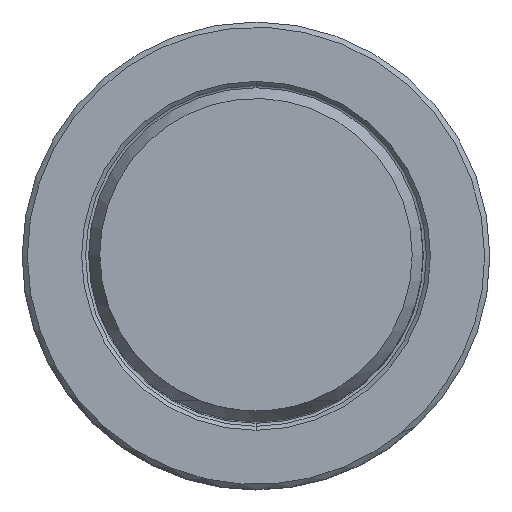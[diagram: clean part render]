
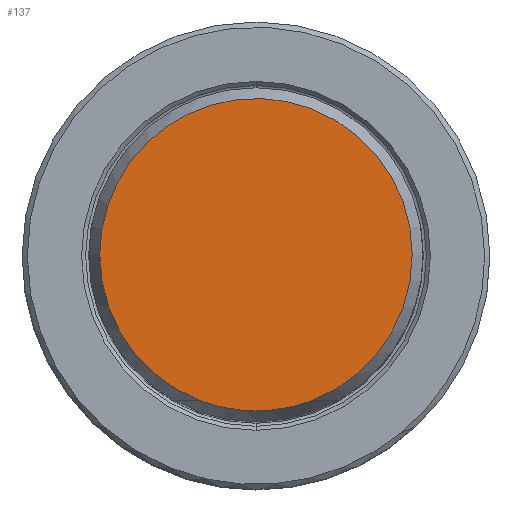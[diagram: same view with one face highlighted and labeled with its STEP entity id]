
A CAD part, top view. The second image highlights one B-rep face of the part: STEP entity #137.
In plain terms, the highlighted planar face has unit normal (0, 0, 1).
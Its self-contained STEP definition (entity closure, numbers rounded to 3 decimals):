
#40=PLANE('',#1263);
#137=ADVANCED_FACE('',(#221),#40,.F.);
#221=FACE_OUTER_BOUND('',#285,.T.);
#285=EDGE_LOOP('',(#461,#462,#463,#464,#465));
#461=ORIENTED_EDGE('',*,*,#770,.F.);
#462=ORIENTED_EDGE('',*,*,#771,.F.);
#463=ORIENTED_EDGE('',*,*,#772,.F.);
#464=ORIENTED_EDGE('',*,*,#773,.F.);
#465=ORIENTED_EDGE('',*,*,#774,.F.);
#649=VERTEX_POINT('',#2729);
#650=VERTEX_POINT('',#2730);
#651=VERTEX_POINT('',#2732);
#652=VERTEX_POINT('',#2734);
#653=VERTEX_POINT('',#2736);
#770=EDGE_CURVE('',#649,#650,#938,.T.);
#771=EDGE_CURVE('',#651,#649,#939,.T.);
#772=EDGE_CURVE('',#652,#651,#940,.T.);
#773=EDGE_CURVE('',#653,#652,#941,.T.);
#774=EDGE_CURVE('',#650,#653,#942,.T.);
#938=CIRCLE('',#1258,14.847);
#939=CIRCLE('',#1259,14.847);
#940=CIRCLE('',#1260,14.847);
#941=CIRCLE('',#1261,14.847);
#942=CIRCLE('',#1262,14.847);
#1258=AXIS2_PLACEMENT_3D('',#2728,#1521,#1522);
#1259=AXIS2_PLACEMENT_3D('',#2731,#1523,#1524);
#1260=AXIS2_PLACEMENT_3D('',#2733,#1525,#1526);
#1261=AXIS2_PLACEMENT_3D('',#2735,#1527,#1528);
#1262=AXIS2_PLACEMENT_3D('',#2737,#1529,#1530);
#1263=AXIS2_PLACEMENT_3D('',#2738,#1531,#1532);
#1521=DIRECTION('',(0.,0.,-1.));
#1522=DIRECTION('',(0.356,-0.935,0.));
#1523=DIRECTION('',(0.,0.,-1.));
#1524=DIRECTION('',(1.,0.,0.));
#1525=DIRECTION('',(0.,0.,-1.));
#1526=DIRECTION('',(0.356,0.935,0.));
#1527=DIRECTION('',(0.,0.,-1.));
#1528=DIRECTION('',(-1.,0.,0.));
#1529=DIRECTION('',(0.,0.,-1.));
#1530=DIRECTION('',(-0.356,-0.935,0.));
#1531=DIRECTION('',(0.,0.,-1.));
#1532=DIRECTION('',(-1.,0.,0.));
#2728=CARTESIAN_POINT('',(0.,0.,60.33));
#2729=CARTESIAN_POINT('',(5.284,-13.875,60.33));
#2730=CARTESIAN_POINT('',(-5.284,-13.875,60.33));
#2731=CARTESIAN_POINT('',(0.,0.,60.33));
#2732=CARTESIAN_POINT('',(14.847,0.,60.33));
#2733=CARTESIAN_POINT('',(0.,0.,60.33));
#2734=CARTESIAN_POINT('',(5.284,13.875,60.33));
#2735=CARTESIAN_POINT('',(0.,0.,60.33));
#2736=CARTESIAN_POINT('',(-14.847,0.,60.33));
#2737=CARTESIAN_POINT('',(0.,0.,60.33));
#2738=CARTESIAN_POINT('',(0.,0.,60.33));
